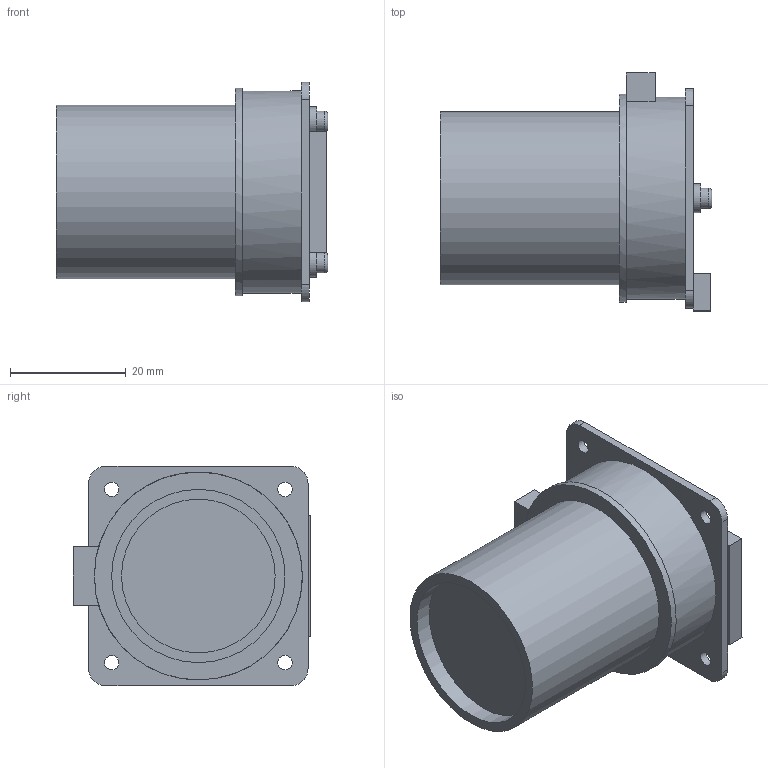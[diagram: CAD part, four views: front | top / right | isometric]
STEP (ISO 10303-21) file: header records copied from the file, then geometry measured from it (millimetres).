
FILE_DESCRIPTION(/* description */ (''),/* implementation_level */ '2;1');
FILE_NAME(/* name */ 'Raspberry HQ Camera.step',/* time_stamp */ '2021-05-26T02:21:28+02:00',/* author */ (''),/* organization */ (''),/* preprocessor_version */ 'ST-DEVELOPER v18.1',/* originating_system */ 'Autodesk Translation Framework v10.9.0.1377',/* authorisation */ '');
FILE_SCHEMA (('AUTOMOTIVE_DESIGN { 1 0 10303 214 3 1 1 }'));
Length unit declared in the file: millimetre
Products named in the file (1): Raspberry HQ Camera
Bounding box: 47 x 41.2 x 38 mm (x, y, z)
Volume: 33986.7 mm3; surface area: 8016.8 mm2
Topology: 1 solids, 1 shells, 43 faces, 96 edges, 62 vertices
Faces by surface type: plane 25, cylinder 16, torus 2
Full cylindrical faces by diameter (mm): 2.5 x4, 3.5 x2, 5 x2, 26.6 x1, 30 x1, 35 x1, 36 x1
Entity records: 1297 total; most frequent: DIRECTION 224, CARTESIAN_POINT 202, ORIENTED_EDGE 192, EDGE_CURVE 96, AXIS2_PLACEMENT_3D 84, VERTEX_POINT 62, EDGE_LOOP 58, LINE 56
